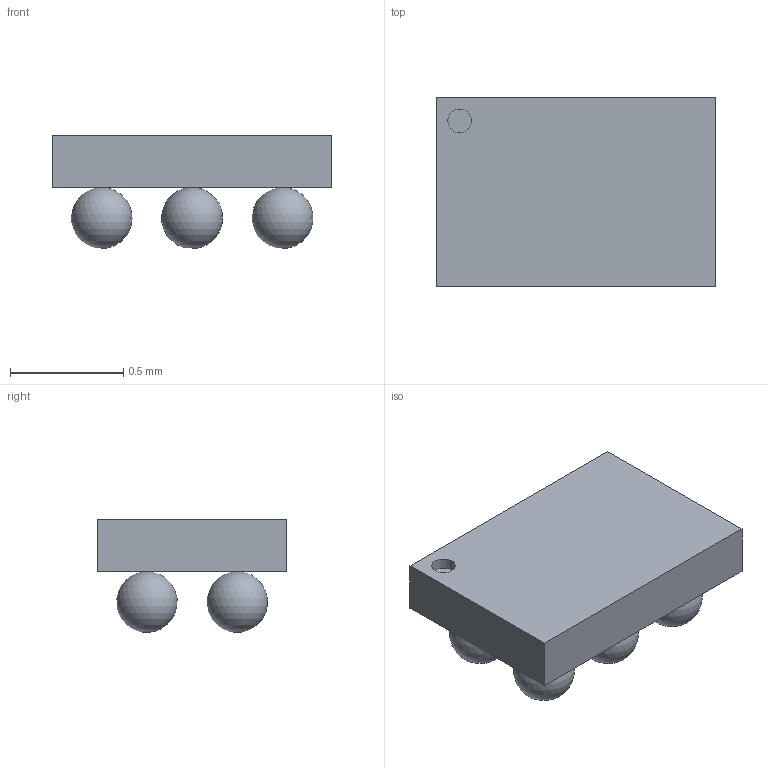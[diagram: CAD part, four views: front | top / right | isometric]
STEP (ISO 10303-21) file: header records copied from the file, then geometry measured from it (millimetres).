
FILE_DESCRIPTION(('FreeCAD Model'),'2;1');
FILE_NAME('15123194.2.3.stp','2021-09-15T07:18:03',( 'Author'),(''),'Open CASCADE STEP processor 6.9','FreeCAD','Unknown' );
FILE_SCHEMA(('AUTOMOTIVE_DESIGN { 1 0 10303 214 1 1 1 1 }'));
Length unit declared in the file: millimetre
Products named in the file (3): ASSEMBLY; Array; Body
Assembly tree (2 placements, depth 2):
  ASSEMBLY
    Array
    Body
Bounding box: 1.24 x 0.84 x 0.5 mm (x, y, z)
Volume: 0.3 mm3; surface area: 4.4 mm2
Topology: 7 solids, 7 shells, 14 faces, 33 edges, 22 vertices
Faces by surface type: plane 7, sphere 6, cylinder 1
Full cylindrical faces by diameter (mm): 0.105 x1
Entity records: 581 total; most frequent: DIRECTION 81, CARTESIAN_POINT 78, LINE 41, VECTOR 41, ORIENTED_EDGE 30, PCURVE 30, DEFINITIONAL_REPRESENTATION 30, AXIS2_PLACEMENT_3D 19
